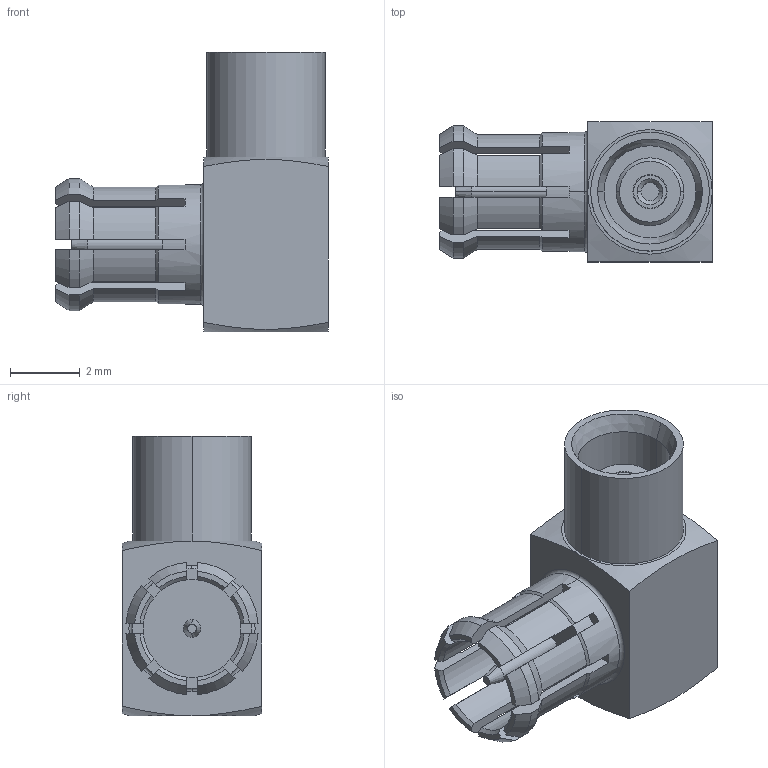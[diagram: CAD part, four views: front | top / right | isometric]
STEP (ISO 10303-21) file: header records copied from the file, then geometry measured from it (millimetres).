
FILE_DESCRIPTION((''),'2;1');
FILE_NAME('PRT0001','2021-09-01T',('1111'),(''),'PRO/ENGINEER BY PARAMETRIC TECHNOLOGY CORPORATION, 2012090','PRO/ENGINEER BY PARAMETRIC TECHNOLOGY CORPORATION, 2012090','');
FILE_SCHEMA(('CONFIG_CONTROL_DESIGN'));
Length unit declared in the file: millimetre
Products named in the file (1): PRT0001
Bounding box: 7.8 x 4 x 8 mm (x, y, z)
Volume: 99 mm3; surface area: 282.9 mm2
Topology: 1 solids, 1 shells, 147 faces, 374 edges, 238 vertices
Faces by surface type: cylinder 52, plane 47, cone 46, torus 2
Entity records: 4731 total; most frequent: CARTESIAN_POINT 1156, ORIENTED_EDGE 748, DIRECTION 744, EDGE_CURVE 374, AXIS2_PLACEMENT_3D 299, VERTEX_POINT 238, EDGE_LOOP 156, CIRCLE 152
